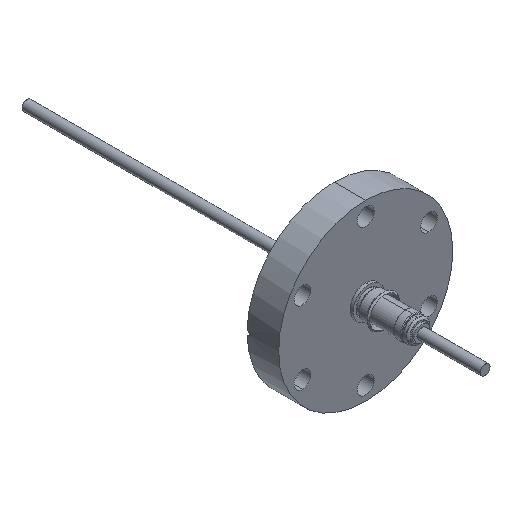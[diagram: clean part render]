
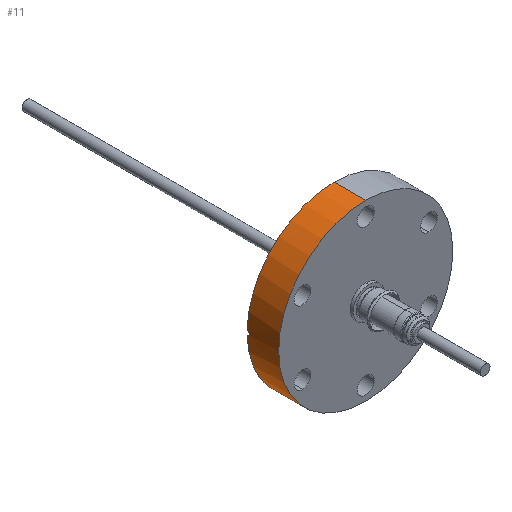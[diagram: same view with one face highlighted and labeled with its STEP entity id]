
A CAD part, isometric view. The second image highlights one B-rep face of the part: STEP entity #11.
In plain terms, the highlighted cylindrical face has radius 35 mm (diameter 70 mm), a partial arc.
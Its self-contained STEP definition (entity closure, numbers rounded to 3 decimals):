
#11 = ADVANCED_FACE ( 'NONE', ( #1609 ), #896, .T. ) ;
#18 = ORIENTED_EDGE ( 'NONE', *, *, #3251, .F. ) ;
#97 = CIRCLE ( 'NONE', #2768, 35. ) ;
#101 = CARTESIAN_POINT ( 'NONE',  ( -34.989, -0.504, 0.874 ) ) ;
#107 = DIRECTION ( 'NONE',  ( 0., 0., 1. ) ) ;
#143 = CARTESIAN_POINT ( 'NONE',  ( -34.986, 0., -1. ) ) ;
#156 = DIRECTION ( 'NONE',  ( 0., 1., 0. ) ) ;
#191 = CARTESIAN_POINT ( 'NONE',  ( 0., -12.7, 35. ) ) ;
#294 = DIRECTION ( 'NONE',  ( 0., 1., 0. ) ) ;
#305 = CARTESIAN_POINT ( 'NONE',  ( 0., 0., -35. ) ) ;
#319 = DIRECTION ( 'NONE',  ( 0., 0., 1. ) ) ;
#423 = CARTESIAN_POINT ( 'NONE',  ( -34.995, -0.799, 0.615 ) ) ;
#453 = CARTESIAN_POINT ( 'NONE',  ( -34.986, 0., 1. ) ) ;
#539 = EDGE_CURVE ( 'NONE', #651, #2239, #2494, .T. ) ;
#593 = VECTOR ( 'NONE', #812, 1000. ) ;
#651 = VERTEX_POINT ( 'NONE', #305 ) ;
#674 = VECTOR ( 'NONE', #156, 1000. ) ;
#709 = B_SPLINE_CURVE_WITH_KNOTS ( 'NONE', 3,
 ( #1797, #3074, #2794, #101, #2040, #423, #2299, #712, #2542, #1034, #2806, #1314, #3105, #1565, #3401, #1810 ),
 .UNSPECIFIED., .F., .F.,
 ( 4, 2, 2, 2, 2, 2, 2, 4 ),
 ( 0., 0., 0.001, 0.001, 0.002, 0.002, 0.002, 0.003 ),
 .UNSPECIFIED. ) ;
#712 = CARTESIAN_POINT ( 'NONE',  ( -34.999, -0.974, 0.263 ) ) ;
#812 = DIRECTION ( 'NONE',  ( 0., 1., 0. ) ) ;
#824 = CARTESIAN_POINT ( 'NONE',  ( 0., 0., 35. ) ) ;
#843 = CARTESIAN_POINT ( 'NONE',  ( 0., -12.7, -35. ) ) ;
#874 = LINE ( 'NONE', #3442, #674 ) ;
#878 = DIRECTION ( 'NONE',  ( 0., 0., 1. ) ) ;
#887 = DIRECTION ( 'NONE',  ( 0., 1., 0. ) ) ;
#892 = CARTESIAN_POINT ( 'NONE',  ( 0., -12.7, 0. ) ) ;
#896 = CYLINDRICAL_SURFACE ( 'NONE', #2379, 35. ) ;
#1034 = CARTESIAN_POINT ( 'NONE',  ( -35., -1., -0.13 ) ) ;
#1062 = DIRECTION ( 'NONE',  ( 0., 0., 1. ) ) ;
#1068 = ORIENTED_EDGE ( 'NONE', *, *, #539, .F. ) ;
#1102 = DIRECTION ( 'NONE',  ( 0., 1., 0. ) ) ;
#1270 = EDGE_CURVE ( 'NONE', #3356, #2307, #1526, .T. ) ;
#1311 = EDGE_CURVE ( 'NONE', #3356, #651, #1371, .T. ) ;
#1314 = CARTESIAN_POINT ( 'NONE',  ( -34.997, -0.874, -0.503 ) ) ;
#1345 = CARTESIAN_POINT ( 'NONE',  ( 0., -12.7, -35. ) ) ;
#1346 = VERTEX_POINT ( 'NONE', #824 ) ;
#1371 = LINE ( 'NONE', #843, #593 ) ;
#1526 = CIRCLE ( 'NONE', #2094, 35. ) ;
#1565 = CARTESIAN_POINT ( 'NONE',  ( -34.989, -0.521, -0.893 ) ) ;
#1579 = EDGE_LOOP ( 'NONE', ( #2246, #3245, #1796, #18, #2500, #1068 ) ) ;
#1609 = FACE_OUTER_BOUND ( 'NONE', #1579, .T. ) ;
#1796 = ORIENTED_EDGE ( 'NONE', *, *, #2264, .T. ) ;
#1797 = CARTESIAN_POINT ( 'NONE',  ( -34.986, 0., 1. ) ) ;
#1802 = DIRECTION ( 'NONE',  ( 0., 1., 0. ) ) ;
#1810 = CARTESIAN_POINT ( 'NONE',  ( -34.986, 0., -1. ) ) ;
#1981 = CARTESIAN_POINT ( 'NONE',  ( 0., 0., 0. ) ) ;
#2040 = CARTESIAN_POINT ( 'NONE',  ( -34.991, -0.615, 0.799 ) ) ;
#2094 = AXIS2_PLACEMENT_3D ( 'NONE', #892, #887, #878 ) ;
#2160 = EDGE_CURVE ( 'NONE', #2242, #2239, #709, .T. ) ;
#2239 = VERTEX_POINT ( 'NONE', #143 ) ;
#2242 = VERTEX_POINT ( 'NONE', #453 ) ;
#2246 = ORIENTED_EDGE ( 'NONE', *, *, #1311, .F. ) ;
#2264 = EDGE_CURVE ( 'NONE', #2307, #1346, #874, .T. ) ;
#2299 = CARTESIAN_POINT ( 'NONE',  ( -34.997, -0.874, 0.503 ) ) ;
#2307 = VERTEX_POINT ( 'NONE', #191 ) ;
#2379 = AXIS2_PLACEMENT_3D ( 'NONE', #3358, #1102, #1062 ) ;
#2494 = CIRCLE ( 'NONE', #3522, 35. ) ;
#2500 = ORIENTED_EDGE ( 'NONE', *, *, #2160, .T. ) ;
#2542 = CARTESIAN_POINT ( 'NONE',  ( -35., -1., 0.131 ) ) ;
#2768 = AXIS2_PLACEMENT_3D ( 'NONE', #3397, #1802, #107 ) ;
#2794 = CARTESIAN_POINT ( 'NONE',  ( -34.986, -0.262, 0.974 ) ) ;
#2806 = CARTESIAN_POINT ( 'NONE',  ( -34.999, -0.974, -0.261 ) ) ;
#3074 = CARTESIAN_POINT ( 'NONE',  ( -34.986, -0.132, 1. ) ) ;
#3105 = CARTESIAN_POINT ( 'NONE',  ( -34.995, -0.801, -0.613 ) ) ;
#3245 = ORIENTED_EDGE ( 'NONE', *, *, #1270, .T. ) ;
#3251 = EDGE_CURVE ( 'NONE', #2242, #1346, #97, .T. ) ;
#3356 = VERTEX_POINT ( 'NONE', #1345 ) ;
#3358 = CARTESIAN_POINT ( 'NONE',  ( 0., -12.7, 0. ) ) ;
#3397 = CARTESIAN_POINT ( 'NONE',  ( 0., 0., 0. ) ) ;
#3401 = CARTESIAN_POINT ( 'NONE',  ( -34.986, -0.264, -1. ) ) ;
#3442 = CARTESIAN_POINT ( 'NONE',  ( 0., -12.7, 35. ) ) ;
#3522 = AXIS2_PLACEMENT_3D ( 'NONE', #1981, #294, #319 ) ;
